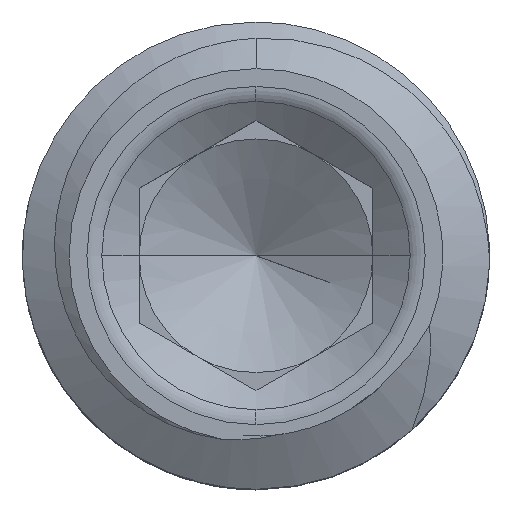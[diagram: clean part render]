
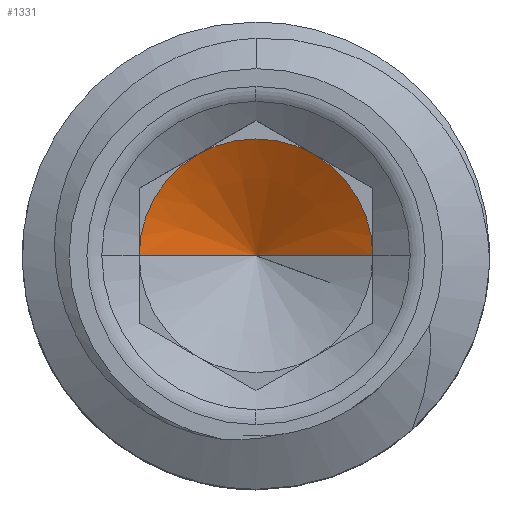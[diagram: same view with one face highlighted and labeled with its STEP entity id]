
A CAD part, top view. The second image highlights one B-rep face of the part: STEP entity #1331.
In plain terms, the highlighted conical face has half-angle 60 degrees and reference radius 1 mm.
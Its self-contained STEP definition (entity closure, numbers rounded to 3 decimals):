
#7 = EDGE_CURVE ( 'NONE', #2197, #2183, #1260, .T. ) ;
#11 = AXIS2_PLACEMENT_3D ( 'NONE', #909, #908, #907 ) ;
#35 = EDGE_CURVE ( 'NONE', #2183, #2051, #121, .T. ) ;
#49 = EDGE_CURVE ( 'NONE', #2077, #2102, #130, .T. ) ;
#61 = EDGE_CURVE ( 'NONE', #2077, #2051, #138, .T. ) ;
#73 = EDGE_CURVE ( 'NONE', #2102, #2197, #153, .T. ) ;
#121 = CIRCLE ( 'NONE', #2248, 1. ) ;
#130 = LINE ( 'NONE', #808, #136 ) ;
#136 = VECTOR ( 'NONE', #1039, 1000. ) ;
#138 = LINE ( 'NONE', #1210, #140 ) ;
#140 = VECTOR ( 'NONE', #1206, 1000. ) ;
#153 = CIRCLE ( 'NONE', #1334, 1. ) ;
#252 = FACE_OUTER_BOUND ( 'NONE', #2188, .T. ) ;
#257 = CONICAL_SURFACE ( 'NONE', #1374, 1., 1.047 ) ;
#808 = CARTESIAN_POINT ( 'NONE',  ( 1., 0., 0.921 ) ) ;
#907 = DIRECTION ( 'NONE',  ( 1., 0., 0. ) ) ;
#908 = DIRECTION ( 'NONE',  ( 0., 0., 1. ) ) ;
#909 = CARTESIAN_POINT ( 'NONE',  ( 0., 0., 0.921 ) ) ;
#1031 = DIRECTION ( 'NONE',  ( 0., 0., 1. ) ) ;
#1039 = DIRECTION ( 'NONE',  ( 0.866, 0., 0.5 ) ) ;
#1040 = DIRECTION ( 'NONE',  ( 1., 0., 0. ) ) ;
#1140 = DIRECTION ( 'NONE',  ( 0., 0., 1. ) ) ;
#1158 = DIRECTION ( 'NONE',  ( 1., 0., 0. ) ) ;
#1159 = CARTESIAN_POINT ( 'NONE',  ( 0., 0., 0.921 ) ) ;
#1160 = CARTESIAN_POINT ( 'NONE',  ( 0., 0., 0.921 ) ) ;
#1206 = DIRECTION ( 'NONE',  ( -0.866, 0., 0.5 ) ) ;
#1210 = CARTESIAN_POINT ( 'NONE',  ( -1., 0., 0.921 ) ) ;
#1260 = CIRCLE ( 'NONE', #11, 1. ) ;
#1331 = ADVANCED_FACE ( 'NONE', ( #252 ), #257, .F. ) ;
#1334 = AXIS2_PLACEMENT_3D ( 'NONE', #1160, #1140, #1158 ) ;
#1374 = AXIS2_PLACEMENT_3D ( 'NONE', #1555, #1556, #1561 ) ;
#1479 = CARTESIAN_POINT ( 'NONE',  ( -0.5, 0.866, 0.921 ) ) ;
#1486 = CARTESIAN_POINT ( 'NONE',  ( 0.5, 0.866, 0.921 ) ) ;
#1522 = CARTESIAN_POINT ( 'NONE',  ( 0., 0., 0.343 ) ) ;
#1526 = CARTESIAN_POINT ( 'NONE',  ( 1., 0., 0.921 ) ) ;
#1528 = CARTESIAN_POINT ( 'NONE',  ( -1., 0., 0.921 ) ) ;
#1555 = CARTESIAN_POINT ( 'NONE',  ( 0., 0., 0.921 ) ) ;
#1556 = DIRECTION ( 'NONE',  ( 0., 0., 1. ) ) ;
#1561 = DIRECTION ( 'NONE',  ( 1., 0., 0. ) ) ;
#2051 = VERTEX_POINT ( 'NONE', #1528 ) ;
#2077 = VERTEX_POINT ( 'NONE', #1522 ) ;
#2102 = VERTEX_POINT ( 'NONE', #1526 ) ;
#2115 = ORIENTED_EDGE ( 'NONE', *, *, #35, .T. ) ;
#2137 = ORIENTED_EDGE ( 'NONE', *, *, #61, .F. ) ;
#2183 = VERTEX_POINT ( 'NONE', #1479 ) ;
#2188 = EDGE_LOOP ( 'NONE', ( #2137, #2239, #2240, #2242, #2115 ) ) ;
#2197 = VERTEX_POINT ( 'NONE', #1486 ) ;
#2239 = ORIENTED_EDGE ( 'NONE', *, *, #49, .T. ) ;
#2240 = ORIENTED_EDGE ( 'NONE', *, *, #73, .T. ) ;
#2242 = ORIENTED_EDGE ( 'NONE', *, *, #7, .T. ) ;
#2248 = AXIS2_PLACEMENT_3D ( 'NONE', #1159, #1031, #1040 ) ;
